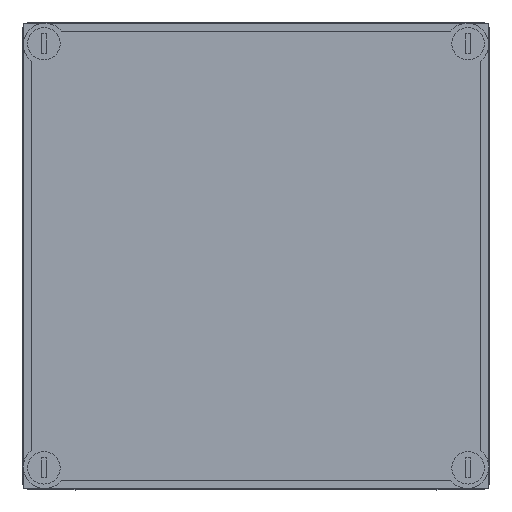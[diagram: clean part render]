
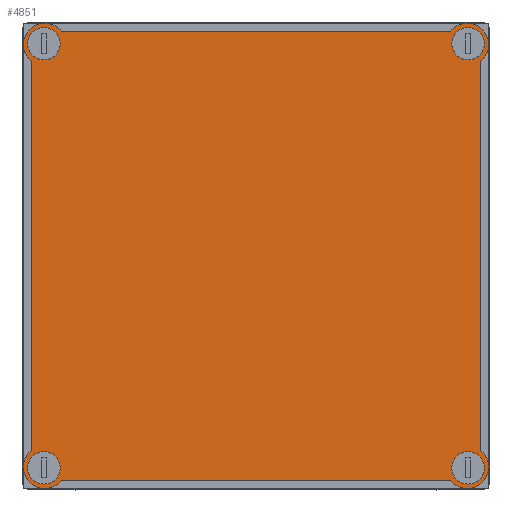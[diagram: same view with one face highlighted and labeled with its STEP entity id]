
A CAD part, top view. The second image highlights one B-rep face of the part: STEP entity #4851.
In plain terms, the highlighted planar face has unit normal (0, 0, 1).
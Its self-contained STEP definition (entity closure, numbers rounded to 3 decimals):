
#4851 = ADVANCED_FACE( '', ( #10036, #10037, #10038, #10039, #10040 ), #10041, .T. );
#10036 = FACE_BOUND( '', #15322, .T. );
#10037 = FACE_BOUND( '', #15323, .T. );
#10038 = FACE_BOUND( '', #15324, .T. );
#10039 = FACE_BOUND( '', #15325, .T. );
#10040 = FACE_OUTER_BOUND( '', #15326, .T. );
#10041 = PLANE( '', #15327 );
#15322 = EDGE_LOOP( '', ( #30091 ) );
#15323 = EDGE_LOOP( '', ( #30092 ) );
#15324 = EDGE_LOOP( '', ( #30093 ) );
#15325 = EDGE_LOOP( '', ( #30094 ) );
#15326 = EDGE_LOOP( '', ( #30095, #30096, #30097, #30098, #30099, #30100, #30101, #30102 ) );
#15327 = AXIS2_PLACEMENT_3D( '', #30103, #30104, #30105 );
#30091 = ORIENTED_EDGE( '', *, *, #32993, .F. );
#30092 = ORIENTED_EDGE( '', *, *, #36872, .F. );
#30093 = ORIENTED_EDGE( '', *, *, #33272, .F. );
#30094 = ORIENTED_EDGE( '', *, *, #31251, .F. );
#30095 = ORIENTED_EDGE( '', *, *, #34127, .T. );
#30096 = ORIENTED_EDGE( '', *, *, #35195, .T. );
#30097 = ORIENTED_EDGE( '', *, *, #34097, .T. );
#30098 = ORIENTED_EDGE( '', *, *, #34493, .T. );
#30099 = ORIENTED_EDGE( '', *, *, #36780, .F. );
#30100 = ORIENTED_EDGE( '', *, *, #35107, .T. );
#30101 = ORIENTED_EDGE( '', *, *, #33621, .F. );
#30102 = ORIENTED_EDGE( '', *, *, #33158, .T. );
#30103 = CARTESIAN_POINT( '', ( 0., 0., 30. ) );
#30104 = DIRECTION( '', ( 0., 0., 1. ) );
#30105 = DIRECTION( '', ( 1., 0., 0. ) );
#31251 = EDGE_CURVE( '', #37472, #37472, #37473, .T. );
#32993 = EDGE_CURVE( '', #40453, #40453, #40454, .T. );
#33158 = EDGE_CURVE( '', #40716, #40720, #40722, .T. );
#33272 = EDGE_CURVE( '', #40905, #40905, #40906, .T. );
#33621 = EDGE_CURVE( '', #40716, #41460, #41461, .T. );
#34097 = EDGE_CURVE( '', #42198, #42199, #42200, .T. );
#34127 = EDGE_CURVE( '', #40720, #42237, #42239, .T. );
#34493 = EDGE_CURVE( '', #42199, #42785, #42787, .T. );
#35107 = EDGE_CURVE( '', #43653, #41460, #43654, .T. );
#35195 = EDGE_CURVE( '', #42237, #42198, #43776, .T. );
#36780 = EDGE_CURVE( '', #43653, #42785, #45722, .T. );
#36872 = EDGE_CURVE( '', #45817, #45817, #45818, .T. );
#37472 = VERTEX_POINT( '', #46581 );
#37473 = CIRCLE( '', #46582, 13. );
#40453 = VERTEX_POINT( '', #50592 );
#40454 = CIRCLE( '', #50593, 13. );
#40716 = VERTEX_POINT( '', #50952 );
#40720 = VERTEX_POINT( '', #50957 );
#40722 = CIRCLE( '', #50960, 17.18 );
#40905 = VERTEX_POINT( '', #51194 );
#40906 = CIRCLE( '', #51195, 13. );
#41460 = VERTEX_POINT( '', #51931 );
#41461 = LINE( '', #51932, #51933 );
#42198 = VERTEX_POINT( '', #52937 );
#42199 = VERTEX_POINT( '', #52938 );
#42200 = LINE( '', #52939, #52940 );
#42237 = VERTEX_POINT( '', #52989 );
#42239 = LINE( '', #52992, #52993 );
#42785 = VERTEX_POINT( '', #53727 );
#42787 = CIRCLE( '', #53730, 17.18 );
#43653 = VERTEX_POINT( '', #54909 );
#43654 = CIRCLE( '', #54910, 17.18 );
#43776 = CIRCLE( '', #55074, 17.18 );
#45722 = LINE( '', #57690, #57691 );
#45817 = VERTEX_POINT( '', #57798 );
#45818 = CIRCLE( '', #57799, 13. );
#46581 = CARTESIAN_POINT( '', ( 369.5, 356.5, 30. ) );
#46582 = AXIS2_PLACEMENT_3D( '', #58257, #58258, #58259 );
#50592 = CARTESIAN_POINT( '', ( 29.5, 356.5, 30. ) );
#50593 = AXIS2_PLACEMENT_3D( '', #60418, #60419, #60420 );
#50952 = CARTESIAN_POINT( '', ( 366.6, 342.439, 30. ) );
#50957 = CARTESIAN_POINT( '', ( 342.439, 366.6, 30. ) );
#50960 = AXIS2_PLACEMENT_3D( '', #60604, #60605, #60606 );
#51194 = CARTESIAN_POINT( '', ( 369.5, 16.5, 30. ) );
#51195 = AXIS2_PLACEMENT_3D( '', #60781, #60782, #60783 );
#51931 = CARTESIAN_POINT( '', ( 366.6, 30.561, 30. ) );
#51932 = CARTESIAN_POINT( '', ( 366.6, 373., 30. ) );
#51933 = VECTOR( '', #61212, 1000. );
#52937 = CARTESIAN_POINT( '', ( 6.4, 342.439, 30. ) );
#52938 = CARTESIAN_POINT( '', ( 6.4, 30.561, 30. ) );
#52939 = CARTESIAN_POINT( '', ( 6.4, 373., 30. ) );
#52940 = VECTOR( '', #61774, 1000. );
#52989 = CARTESIAN_POINT( '', ( 30.561, 366.6, 30. ) );
#52992 = CARTESIAN_POINT( '', ( 373., 366.6, 30. ) );
#52993 = VECTOR( '', #61812, 1000. );
#53727 = CARTESIAN_POINT( '', ( 30.561, 6.4, 30. ) );
#53730 = AXIS2_PLACEMENT_3D( '', #62260, #62261, #62262 );
#54909 = CARTESIAN_POINT( '', ( 342.439, 6.4, 30. ) );
#54910 = AXIS2_PLACEMENT_3D( '', #62981, #62982, #62983 );
#55074 = AXIS2_PLACEMENT_3D( '', #63095, #63096, #63097 );
#57690 = CARTESIAN_POINT( '', ( 373., 6.4, 30. ) );
#57691 = VECTOR( '', #64803, 1000. );
#57798 = CARTESIAN_POINT( '', ( 29.5, 16.5, 30. ) );
#57799 = AXIS2_PLACEMENT_3D( '', #64837, #64838, #64839 );
#58257 = CARTESIAN_POINT( '', ( 356.5, 356.5, 30. ) );
#58258 = DIRECTION( '', ( 0., 0., 1. ) );
#58259 = DIRECTION( '', ( 1., 0., 0. ) );
#60418 = CARTESIAN_POINT( '', ( 16.5, 356.5, 30. ) );
#60419 = DIRECTION( '', ( 0., 0., 1. ) );
#60420 = DIRECTION( '', ( 1., 0., 0. ) );
#60604 = CARTESIAN_POINT( '', ( 355.8, 355.8, 30. ) );
#60605 = DIRECTION( '', ( 0., 0., 1. ) );
#60606 = DIRECTION( '', ( 1., 0., 0. ) );
#60781 = CARTESIAN_POINT( '', ( 356.5, 16.5, 30. ) );
#60782 = DIRECTION( '', ( 0., 0., 1. ) );
#60783 = DIRECTION( '', ( 1., 0., 0. ) );
#61212 = DIRECTION( '', ( 0., -1., 0. ) );
#61774 = DIRECTION( '', ( 0., -1., 0. ) );
#61812 = DIRECTION( '', ( -1., 0., 0. ) );
#62260 = CARTESIAN_POINT( '', ( 17.2, 17.2, 30. ) );
#62261 = DIRECTION( '', ( 0., 0., 1. ) );
#62262 = DIRECTION( '', ( 1., 0., 0. ) );
#62981 = CARTESIAN_POINT( '', ( 355.8, 17.2, 30. ) );
#62982 = DIRECTION( '', ( 0., 0., 1. ) );
#62983 = DIRECTION( '', ( 1., 0., 0. ) );
#63095 = CARTESIAN_POINT( '', ( 17.2, 355.8, 30. ) );
#63096 = DIRECTION( '', ( 0., 0., 1. ) );
#63097 = DIRECTION( '', ( 1., 0., 0. ) );
#64803 = DIRECTION( '', ( -1., 0., 0. ) );
#64837 = CARTESIAN_POINT( '', ( 16.5, 16.5, 30. ) );
#64838 = DIRECTION( '', ( 0., 0., 1. ) );
#64839 = DIRECTION( '', ( 1., 0., 0. ) );
